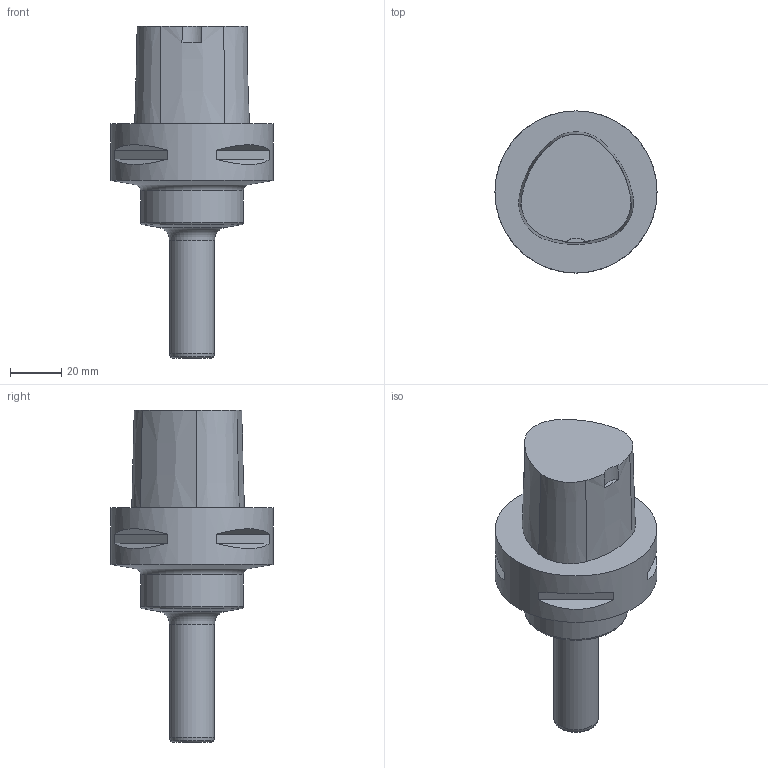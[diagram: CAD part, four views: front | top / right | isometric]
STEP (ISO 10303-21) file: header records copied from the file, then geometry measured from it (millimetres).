
FILE_DESCRIPTION(/* description */ (''),/* implementation_level */ '2;1');
FILE_NAME(/* name */ '8616_1_3d.stp',/* time_stamp */ '2020-01-07T16:46:48+01:00',/* author */ (''),/* organization */ ('SMS'),/* preprocessor_version */ 'ST-DEVELOPER v16.7',/* originating_system */ 'SIEMENS PLM Software NX 12.0',/* authorisation */ '');
FILE_SCHEMA (('AUTOMOTIVE_DESIGN { 1 0 10303 214 3 1 1 1 }'));
Length unit declared in the file: millimetre
Products named in the file (1): 8616_1_3D
Bounding box: 63 x 63 x 129 mm (x, y, z)
Volume: 158527.2 mm3; surface area: 20391.5 mm2
Topology: 1 solids, 1 shells, 33 faces, 72 edges, 46 vertices
Faces by surface type: plane 16, cone 9, cylinder 4, torus 4
Full cylindrical faces by diameter (mm): 17.5 x1, 40 x1, 63 x1
Entity records: 889 total; most frequent: DIRECTION 166, CARTESIAN_POINT 145, ORIENTED_EDGE 118, AXIS2_PLACEMENT_3D 72, EDGE_CURVE 59, EDGE_LOOP 48, VERTEX_POINT 43, ADVANCED_FACE 33
